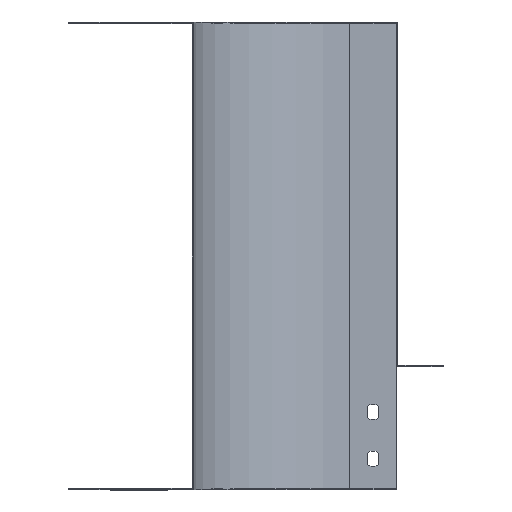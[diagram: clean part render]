
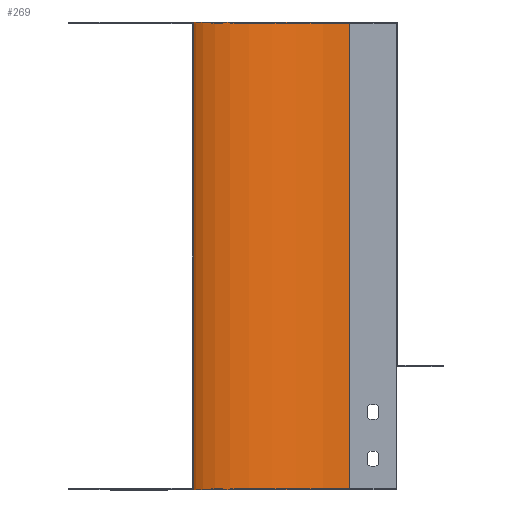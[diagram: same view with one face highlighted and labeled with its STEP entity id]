
A CAD part, left-side view. The second image highlights one B-rep face of the part: STEP entity #269.
In plain terms, the highlighted cylindrical face has radius 100 mm (diameter 200 mm), a partial arc.
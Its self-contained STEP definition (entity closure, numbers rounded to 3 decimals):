
#4 = CARTESIAN_POINT ( 'NONE',  ( 0., 30., 1. ) ) ;
#5 = CARTESIAN_POINT ( 'NONE',  ( -100., 30., -299. ) ) ;
#6 = DIRECTION ( 'NONE',  ( 0., 0., -1. ) ) ;
#7 = DIRECTION ( 'NONE',  ( -1., 0., 0. ) ) ;
#8 = DIRECTION ( 'NONE',  ( 0., 0., -1. ) ) ;
#10 = CARTESIAN_POINT ( 'NONE',  ( -100., 30., 1. ) ) ;
#11 = DIRECTION ( 'NONE',  ( 0., 0., -1. ) ) ;
#12 = DIRECTION ( 'NONE',  ( -1., 0., 0. ) ) ;
#269 = ADVANCED_FACE ( 'NONE', ( #482 ), #489, .F. ) ;
#311 = AXIS2_PLACEMENT_3D ( 'NONE', #10, #11, #12 ) ;
#340 = AXIS2_PLACEMENT_3D ( 'NONE', #5, #6, #7 ) ;
#384 = EDGE_LOOP ( 'NONE', ( #910, #909, #908, #907 ) ) ;
#482 = FACE_OUTER_BOUND ( 'NONE', #384, .T. ) ;
#489 = CYLINDRICAL_SURFACE ( 'NONE', #702, 100. ) ;
#643 = LINE ( 'NONE', #4, #653 ) ;
#649 = CIRCLE ( 'NONE', #340, 100. ) ;
#652 = CIRCLE ( 'NONE', #311, 100. ) ;
#653 = VECTOR ( 'NONE', #8, 1000. ) ;
#702 = AXIS2_PLACEMENT_3D ( 'NONE', #1457, #1456, #1449 ) ;
#852 = VERTEX_POINT ( 'NONE', #2097 ) ;
#854 = VERTEX_POINT ( 'NONE', #2099 ) ;
#907 = ORIENTED_EDGE ( 'NONE', *, *, #2257, .F. ) ;
#908 = ORIENTED_EDGE ( 'NONE', *, *, #2256, .F. ) ;
#909 = ORIENTED_EDGE ( 'NONE', *, *, #2255, .T. ) ;
#910 = ORIENTED_EDGE ( 'NONE', *, *, #2747, .T. ) ;
#1119 = CARTESIAN_POINT ( 'NONE',  ( -100., 130., -299. ) ) ;
#1121 = CARTESIAN_POINT ( 'NONE',  ( -100., 130., 1. ) ) ;
#1189 = CARTESIAN_POINT ( 'NONE',  ( -100., 130., 1. ) ) ;
#1190 = DIRECTION ( 'NONE',  ( 0., 0., -1. ) ) ;
#1449 = DIRECTION ( 'NONE',  ( -1., 0., 0. ) ) ;
#1456 = DIRECTION ( 'NONE',  ( 0., 0., -1. ) ) ;
#1457 = CARTESIAN_POINT ( 'NONE',  ( -100., 30., 1. ) ) ;
#1791 = LINE ( 'NONE', #1189, #1794 ) ;
#1794 = VECTOR ( 'NONE', #1190, 1000. ) ;
#2097 = CARTESIAN_POINT ( 'NONE',  ( 0., 30., 1. ) ) ;
#2099 = CARTESIAN_POINT ( 'NONE',  ( 0., 30., -299. ) ) ;
#2255 = EDGE_CURVE ( 'NONE', #2408, #854, #649, .T. ) ;
#2256 = EDGE_CURVE ( 'NONE', #852, #854, #643, .T. ) ;
#2257 = EDGE_CURVE ( 'NONE', #2410, #852, #652, .T. ) ;
#2408 = VERTEX_POINT ( 'NONE', #1119 ) ;
#2410 = VERTEX_POINT ( 'NONE', #1121 ) ;
#2747 = EDGE_CURVE ( 'NONE', #2410, #2408, #1791, .T. ) ;
